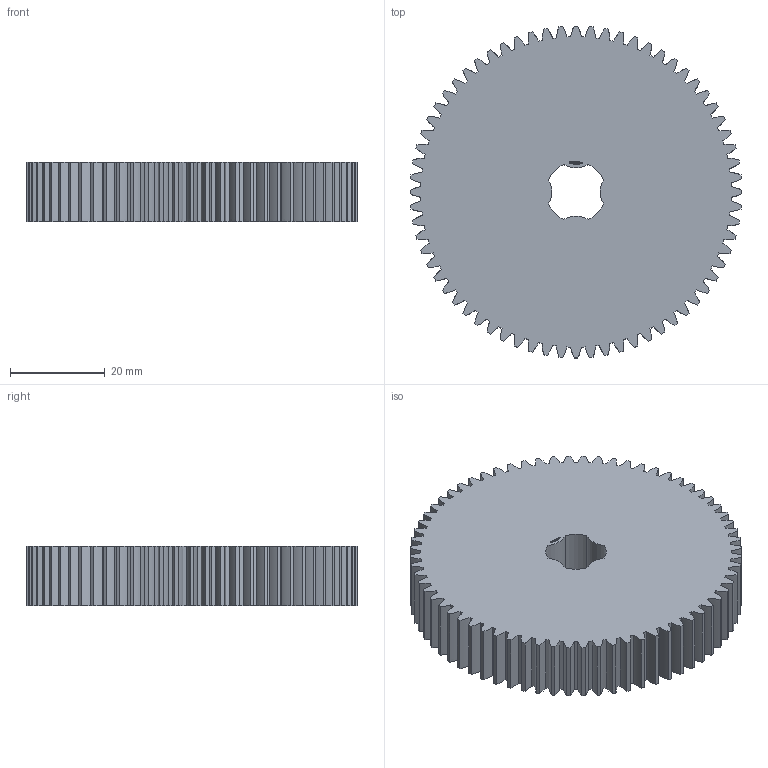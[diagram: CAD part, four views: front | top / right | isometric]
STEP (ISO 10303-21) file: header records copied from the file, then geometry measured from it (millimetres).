
FILE_DESCRIPTION(('FreeCAD Model'),'2;1');
FILE_NAME('Open CASCADE Shape Model','2024-03-10T22:58:33',(''),(''), 'Open CASCADE STEP processor 7.6','FreeCAD','Unknown');
FILE_SCHEMA(('AUTOMOTIVE_DESIGN { 1 0 10303 214 1 1 1 1 }'));
Products named in the file (1): Gear Wheel PLN TTH68 BU01.00 SFT-SHD - SPN-GWH-0252 (stemfie.org)
Bounding box: 70 x 70 x 12.5 mm (x, y, z)
Volume: 43827.8 mm3; surface area: 12908.7 mm2
Topology: 1 solids, 1 shells, 748 faces, 2151 edges, 1434 vertices
Faces by surface type: extrusion 420, plane 320, cylinder 8
Entity records: 70309 total; most frequent: CARTESIAN_POINT 25086, DIRECTION 5867, VECTOR 5161, LINE 4741, ORIENTED_EDGE 4302, PCURVE 4302, DEFINITIONAL_REPRESENTATION 4302, EDGE_CURVE 2151
